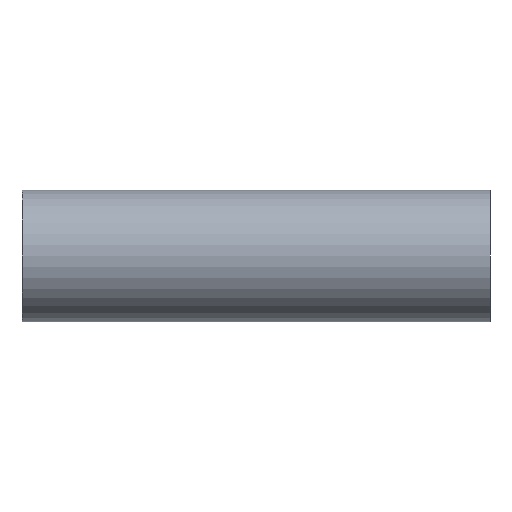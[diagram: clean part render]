
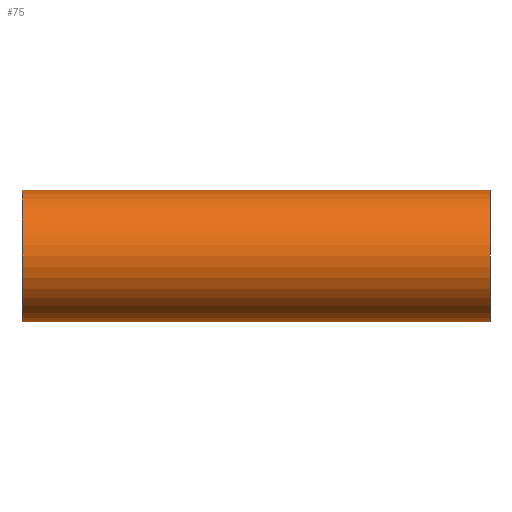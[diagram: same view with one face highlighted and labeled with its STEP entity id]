
A CAD part, left-side view. The second image highlights one B-rep face of the part: STEP entity #75.
In plain terms, the highlighted cylindrical face has radius 40.7 mm (diameter 81.4 mm), a partial arc.
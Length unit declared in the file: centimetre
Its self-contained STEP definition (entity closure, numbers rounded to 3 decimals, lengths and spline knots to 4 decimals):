
#1 = AXIS2_PLACEMENT_3D ( 'NONE', #92, #29, #185 ) ;
#4 = VERTEX_POINT ( 'NONE', #12 ) ;
#5 = EDGE_CURVE ( 'NONE', #105, #36, #133, .T. ) ;
#7 = ORIENTED_EDGE ( 'NONE', *, *, #19, .T. ) ;
#12 = CARTESIAN_POINT ( 'NONE',  ( 0., -14.5, -4.07 ) ) ;
#19 = EDGE_CURVE ( 'NONE', #4, #195, #163, .T. ) ;
#29 = DIRECTION ( 'NONE',  ( 0., 1., 0. ) ) ;
#30 = FACE_OUTER_BOUND ( 'NONE', #121, .T. ) ;
#36 = VERTEX_POINT ( 'NONE', #102 ) ;
#46 = ORIENTED_EDGE ( 'NONE', *, *, #5, .F. ) ;
#57 = DIRECTION ( 'NONE',  ( 0., 0., 1. ) ) ;
#63 = CYLINDRICAL_SURFACE ( 'NONE', #191, 4.07 ) ;
#64 = VECTOR ( 'NONE', #197, 100. ) ;
#72 = AXIS2_PLACEMENT_3D ( 'NONE', #160, #118, #57 ) ;
#75 = ADVANCED_FACE ( 'NONE', ( #30 ), #63, .T. ) ;
#76 = DIRECTION ( 'NONE',  ( 0., -1., 0. ) ) ;
#92 = CARTESIAN_POINT ( 'NONE',  ( 0., -14.5, 0. ) ) ;
#96 = EDGE_CURVE ( 'NONE', #105, #4, #135, .T. ) ;
#98 = LINE ( 'NONE', #173, #64 ) ;
#102 = CARTESIAN_POINT ( 'NONE',  ( 0., 14.5, 4.07 ) ) ;
#103 = DIRECTION ( 'NONE',  ( 0., -1., 0. ) ) ;
#105 = VERTEX_POINT ( 'NONE', #157 ) ;
#112 = ORIENTED_EDGE ( 'NONE', *, *, #142, .F. ) ;
#117 = CARTESIAN_POINT ( 'NONE',  ( 0., 14.5, 0. ) ) ;
#118 = DIRECTION ( 'NONE',  ( 0., 1., 0. ) ) ;
#121 = EDGE_LOOP ( 'NONE', ( #112, #46, #164, #7 ) ) ;
#125 = CARTESIAN_POINT ( 'NONE',  ( 0., -14.5, 4.07 ) ) ;
#133 = CIRCLE ( 'NONE', #72, 4.07 ) ;
#134 = DIRECTION ( 'NONE',  ( 0., 0., -1. ) ) ;
#135 = LINE ( 'NONE', #181, #145 ) ;
#142 = EDGE_CURVE ( 'NONE', #36, #195, #98, .T. ) ;
#145 = VECTOR ( 'NONE', #76, 100. ) ;
#157 = CARTESIAN_POINT ( 'NONE',  ( 0., 14.5, -4.07 ) ) ;
#160 = CARTESIAN_POINT ( 'NONE',  ( 0., 14.5, 0. ) ) ;
#163 = CIRCLE ( 'NONE', #1, 4.07 ) ;
#164 = ORIENTED_EDGE ( 'NONE', *, *, #96, .T. ) ;
#173 = CARTESIAN_POINT ( 'NONE',  ( 0., 14.5, 4.07 ) ) ;
#181 = CARTESIAN_POINT ( 'NONE',  ( 0., 14.5, -4.07 ) ) ;
#185 = DIRECTION ( 'NONE',  ( 0., 0., 1. ) ) ;
#191 = AXIS2_PLACEMENT_3D ( 'NONE', #117, #103, #134 ) ;
#195 = VERTEX_POINT ( 'NONE', #125 ) ;
#197 = DIRECTION ( 'NONE',  ( 0., -1., 0. ) ) ;
